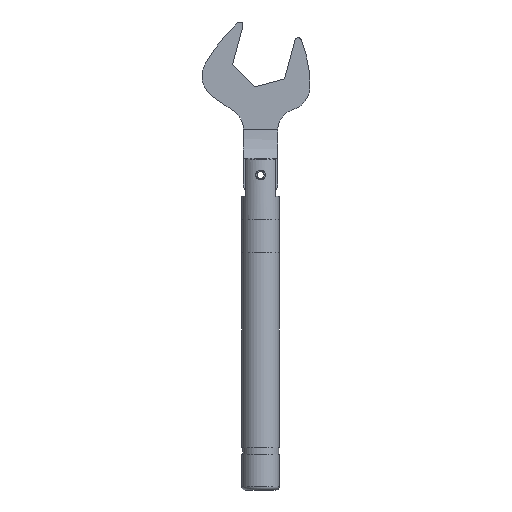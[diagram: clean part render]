
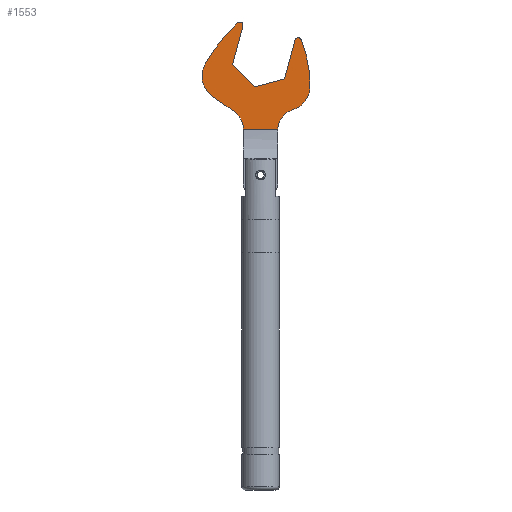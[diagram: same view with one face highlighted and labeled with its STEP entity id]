
A CAD part, left-side view. The second image highlights one B-rep face of the part: STEP entity #1553.
In plain terms, the highlighted face is planar.
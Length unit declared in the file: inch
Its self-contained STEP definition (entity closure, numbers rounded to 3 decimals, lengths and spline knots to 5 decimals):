
#234 = DIRECTION ( 'NONE',  ( 0., 0., -1. ) ) ;
#720 = EDGE_CURVE ( 'NONE', #3078, #21855, #40807, .T. ) ;
#999 = EDGE_CURVE ( 'NONE', #1347, #40917, #9652, .T. ) ;
#1220 = AXIS2_PLACEMENT_3D ( 'NONE', #31782, #7966, #14382 ) ;
#1347 = VERTEX_POINT ( 'NONE', #31611 ) ;
#1438 = CARTESIAN_POINT ( 'NONE',  ( 0.99379, -0.74522, -0.063 ) ) ;
#1553 = ADVANCED_FACE ( 'NONE', ( #33517 ), #3539, .T. ) ;
#1637 = VERTEX_POINT ( 'NONE', #14112 ) ;
#1907 = VERTEX_POINT ( 'NONE', #16936 ) ;
#1997 = CARTESIAN_POINT ( 'NONE',  ( 0.54744, 0.54744, -0.063 ) ) ;
#2138 = DIRECTION ( 'NONE',  ( 0., 0., -1. ) ) ;
#2145 = ORIENTED_EDGE ( 'NONE', *, *, #999, .F. ) ;
#2627 = EDGE_CURVE ( 'NONE', #8373, #19595, #22962, .T. ) ;
#2706 = VERTEX_POINT ( 'NONE', #5443 ) ;
#2894 = CARTESIAN_POINT ( 'NONE',  ( 1.11315, 0.77255, -0.063 ) ) ;
#3078 = VERTEX_POINT ( 'NONE', #1438 ) ;
#3257 = LINE ( 'NONE', #16282, #21142 ) ;
#3384 = CARTESIAN_POINT ( 'NONE',  ( 0.9753, 1.08418, -0.063 ) ) ;
#3446 = CARTESIAN_POINT ( 'NONE',  ( 1.63793, -0.26024, -0.063 ) ) ;
#3539 = PLANE ( 'NONE',  #30251 ) ;
#3612 = DIRECTION ( 'NONE',  ( -1., 0., 0. ) ) ;
#4659 = DIRECTION ( 'NONE',  ( 0., 0., -1. ) ) ;
#4767 = CARTESIAN_POINT ( 'NONE',  ( 0.07347, 0.31492, -0.063 ) ) ;
#4857 = CARTESIAN_POINT ( 'NONE',  ( 1.14827, 0.72195, -0.063 ) ) ;
#4989 = DIRECTION ( 'NONE',  ( -1., 0., 0. ) ) ;
#5443 = CARTESIAN_POINT ( 'NONE',  ( 0.29802, -0.51836, -0.063 ) ) ;
#5776 = DIRECTION ( 'NONE',  ( -0.57, 0.822, 0. ) ) ;
#5851 = CARTESIAN_POINT ( 'NONE',  ( 1.6502, -0.5765, -0.063 ) ) ;
#6959 = EDGE_CURVE ( 'NONE', #1907, #1347, #35502, .T. ) ;
#7056 = CIRCLE ( 'NONE', #23260, 0.37524 ) ;
#7457 = VERTEX_POINT ( 'NONE', #8107 ) ;
#7757 = CARTESIAN_POINT ( 'NONE',  ( 1.63793, 1.18, -0.063 ) ) ;
#7966 = DIRECTION ( 'NONE',  ( 0., 0., 1. ) ) ;
#8107 = CARTESIAN_POINT ( 'NONE',  ( 1.63793, 0.26, -0.063 ) ) ;
#8373 = VERTEX_POINT ( 'NONE', #29500 ) ;
#8491 = VECTOR ( 'NONE', #37938, 39.37008 ) ;
#8949 = DIRECTION ( 'NONE',  ( 0., 0., 1. ) ) ;
#8980 = EDGE_CURVE ( 'NONE', #1637, #1907, #3257, .T. ) ;
#9154 = DIRECTION ( 'NONE',  ( 0., 0., -1. ) ) ;
#9203 = EDGE_CURVE ( 'NONE', #40571, #1637, #28183, .T. ) ;
#9362 = DIRECTION ( 'NONE',  ( -1., 0., 0. ) ) ;
#9652 = LINE ( 'NONE', #13611, #39395 ) ;
#10174 = ORIENTED_EDGE ( 'NONE', *, *, #34796, .T. ) ;
#11443 = EDGE_CURVE ( 'NONE', #7457, #16108, #13719, .T. ) ;
#11582 = ORIENTED_EDGE ( 'NONE', *, *, #25215, .F. ) ;
#11893 = CIRCLE ( 'NONE', #12589, 0.3165 ) ;
#12589 = AXIS2_PLACEMENT_3D ( 'NONE', #5851, #9154, #23035 ) ;
#12667 = DIRECTION ( 'NONE',  ( 0., 0., -1. ) ) ;
#13611 = CARTESIAN_POINT ( 'NONE',  ( 0.91331, -0.24472, -0.063 ) ) ;
#13719 = LINE ( 'NONE', #7757, #35951 ) ;
#14112 = CARTESIAN_POINT ( 'NONE',  ( 0.08641, 0.26662, -0.063 ) ) ;
#14162 = DIRECTION ( 'NONE',  ( 0., -1., 0. ) ) ;
#14382 = DIRECTION ( 'NONE',  ( -1., 0., 0. ) ) ;
#14383 = DIRECTION ( 'NONE',  ( -1., 0., 0. ) ) ;
#14796 = ORIENTED_EDGE ( 'NONE', *, *, #32913, .T. ) ;
#15378 = CARTESIAN_POINT ( 'NONE',  ( 0.03698, 0.3491, -0.063 ) ) ;
#15585 = VECTOR ( 'NONE', #5776, 39.37008 ) ;
#16108 = VERTEX_POINT ( 'NONE', #3446 ) ;
#16282 = CARTESIAN_POINT ( 'NONE',  ( -0.06087, 0.22716, -0.063 ) ) ;
#16674 = AXIS2_PLACEMENT_3D ( 'NONE', #37767, #37111, #3612 ) ;
#16936 = CARTESIAN_POINT ( 'NONE',  ( 0.67149, 0.42339, -0.063 ) ) ;
#17071 = ORIENTED_EDGE ( 'NONE', *, *, #2627, .F. ) ;
#17781 = CARTESIAN_POINT ( 'NONE',  ( 1.34813, -0.48202, -0.063 ) ) ;
#17791 = ORIENTED_EDGE ( 'NONE', *, *, #6959, .F. ) ;
#18279 = AXIS2_PLACEMENT_3D ( 'NONE', #21645, #4659, #14383 ) ;
#19026 = AXIS2_PLACEMENT_3D ( 'NONE', #4767, #8949, #4989 ) ;
#19147 = LINE ( 'NONE', #42927, #26432 ) ;
#19149 = VERTEX_POINT ( 'NONE', #17781 ) ;
#19331 = ORIENTED_EDGE ( 'NONE', *, *, #9203, .F. ) ;
#19533 = CIRCLE ( 'NONE', #22344, 0.37524 ) ;
#19595 = VERTEX_POINT ( 'NONE', #4857 ) ;
#20216 = EDGE_CURVE ( 'NONE', #19149, #16108, #11893, .T. ) ;
#20286 = CARTESIAN_POINT ( 'NONE',  ( -0.72261, 1.18, -0.063 ) ) ;
#20520 = DIRECTION ( 'NONE',  ( -1., 0., 0. ) ) ;
#21142 = VECTOR ( 'NONE', #39622, 39.37008 ) ;
#21250 = ORIENTED_EDGE ( 'NONE', *, *, #20216, .F. ) ;
#21645 = CARTESIAN_POINT ( 'NONE',  ( 1.63793, 0.58311, -0.063 ) ) ;
#21855 = VERTEX_POINT ( 'NONE', #40978 ) ;
#21957 = CARTESIAN_POINT ( 'NONE',  ( 0.88191, -0.36191, -0.063 ) ) ;
#22344 = AXIS2_PLACEMENT_3D ( 'NONE', #38271, #38706, #34974 ) ;
#22962 = LINE ( 'NONE', #2894, #15585 ) ;
#23035 = DIRECTION ( 'NONE',  ( -1., 0., 0. ) ) ;
#23260 = AXIS2_PLACEMENT_3D ( 'NONE', #31899, #2138, #29044 ) ;
#25215 = EDGE_CURVE ( 'NONE', #7457, #8373, #37290, .T. ) ;
#25777 = EDGE_CURVE ( 'NONE', #43310, #19595, #7056, .T. ) ;
#25863 = CIRCLE ( 'NONE', #1220, 0.05 ) ;
#26432 = VECTOR ( 'NONE', #43568, 39.37008 ) ;
#26618 = ORIENTED_EDGE ( 'NONE', *, *, #720, .T. ) ;
#28183 = CIRCLE ( 'NONE', #19026, 0.05 ) ;
#29044 = DIRECTION ( 'NONE',  ( -1., 0., 0. ) ) ;
#29500 = CARTESIAN_POINT ( 'NONE',  ( 1.37249, 0.39888, -0.063 ) ) ;
#30251 = AXIS2_PLACEMENT_3D ( 'NONE', #20286, #234, #20520 ) ;
#31611 = CARTESIAN_POINT ( 'NONE',  ( 1.00339, 0.09149, -0.063 ) ) ;
#31782 = CARTESIAN_POINT ( 'NONE',  ( 0.31096, -0.56665, -0.063 ) ) ;
#31899 = CARTESIAN_POINT ( 'NONE',  ( 0.84, 0.508, -0.063 ) ) ;
#32366 = AXIS2_PLACEMENT_3D ( 'NONE', #3384, #12667, #9362 ) ;
#32913 = EDGE_CURVE ( 'NONE', #40571, #43310, #40596, .T. ) ;
#33517 = FACE_OUTER_BOUND ( 'NONE', #42843, .T. ) ;
#33819 = ORIENTED_EDGE ( 'NONE', *, *, #11443, .T. ) ;
#34493 = ORIENTED_EDGE ( 'NONE', *, *, #25777, .T. ) ;
#34796 = EDGE_CURVE ( 'NONE', #19149, #3078, #19533, .T. ) ;
#34974 = DIRECTION ( 'NONE',  ( -1., 0., 0. ) ) ;
#34982 = EDGE_CURVE ( 'NONE', #2706, #21855, #25863, .T. ) ;
#35502 = LINE ( 'NONE', #1997, #8491 ) ;
#35951 = VECTOR ( 'NONE', #14162, 39.37008 ) ;
#36007 = ORIENTED_EDGE ( 'NONE', *, *, #34982, .F. ) ;
#36765 = DIRECTION ( 'NONE',  ( -0.259, -0.966, 0. ) ) ;
#37111 = DIRECTION ( 'NONE',  ( 0., 0., -1. ) ) ;
#37290 = CIRCLE ( 'NONE', #18279, 0.32311 ) ;
#37767 = CARTESIAN_POINT ( 'NONE',  ( 1.92745, -1.4219, -0.063 ) ) ;
#37938 = DIRECTION ( 'NONE',  ( 0.707, -0.707, 0. ) ) ;
#38271 = CARTESIAN_POINT ( 'NONE',  ( 0.99, -0.37, -0.063 ) ) ;
#38706 = DIRECTION ( 'NONE',  ( 0., 0., -1. ) ) ;
#39395 = VECTOR ( 'NONE', #36765, 39.37008 ) ;
#39622 = DIRECTION ( 'NONE',  ( 0.966, 0.259, 0. ) ) ;
#40524 = ORIENTED_EDGE ( 'NONE', *, *, #8980, .F. ) ;
#40571 = VERTEX_POINT ( 'NONE', #15378 ) ;
#40596 = CIRCLE ( 'NONE', #16674, 2.59043 ) ;
#40807 = CIRCLE ( 'NONE', #32366, 1.8295 ) ;
#40809 = EDGE_CURVE ( 'NONE', #40917, #2706, #19147, .T. ) ;
#40917 = VERTEX_POINT ( 'NONE', #21957 ) ;
#40978 = CARTESIAN_POINT ( 'NONE',  ( 0.29229, -0.61304, -0.063 ) ) ;
#41848 = ORIENTED_EDGE ( 'NONE', *, *, #40809, .F. ) ;
#42438 = CARTESIAN_POINT ( 'NONE',  ( 0.65579, 0.83492, -0.063 ) ) ;
#42843 = EDGE_LOOP ( 'NONE', ( #10174, #26618, #36007, #41848, #2145, #17791, #40524, #19331, #14796, #34493, #17071, #11582, #33819, #21250 ) ) ;
#42927 = CARTESIAN_POINT ( 'NONE',  ( 0.14955, -0.55814, -0.063 ) ) ;
#43310 = VERTEX_POINT ( 'NONE', #42438 ) ;
#43568 = DIRECTION ( 'NONE',  ( -0.966, -0.259, 0. ) ) ;
